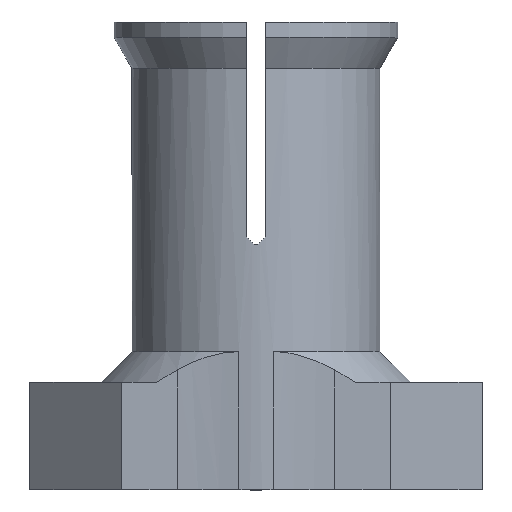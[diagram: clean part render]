
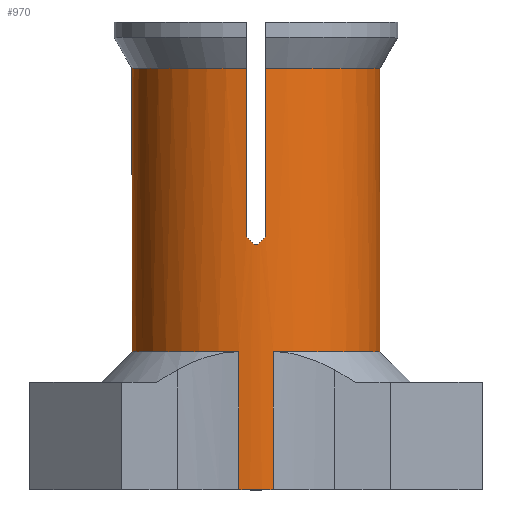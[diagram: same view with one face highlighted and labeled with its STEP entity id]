
A CAD part, top view. The second image highlights one B-rep face of the part: STEP entity #970.
In plain terms, the highlighted cylindrical face has radius 16.2 mm (diameter 32.4 mm), a full revolution.
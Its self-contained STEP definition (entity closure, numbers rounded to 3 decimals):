
#15=FACE_BOUND('',#152,.T.);
#26=ELLIPSE('',#1040,22.91,16.2);
#27=ELLIPSE('',#1042,22.91,16.2);
#28=ELLIPSE('',#1043,22.91,16.2);
#29=ELLIPSE('',#1045,22.91,16.2);
#98=FACE_OUTER_BOUND('',#151,.T.);
#151=EDGE_LOOP('',(#702,#703,#704,#705,#706,#707,#708,#709));
#152=EDGE_LOOP('',(#710,#711,#712,#713,#714,#715,#716,#717,#718,#719,#720,
#721));
#215=LINE('',#1444,#311);
#219=LINE('',#1467,#315);
#221=LINE('',#1476,#317);
#222=LINE('',#1480,#318);
#223=LINE('',#1483,#319);
#224=LINE('',#1485,#320);
#225=LINE('',#1492,#321);
#226=LINE('',#1494,#322);
#311=VECTOR('',#1147,10.);
#315=VECTOR('',#1155,10.);
#317=VECTOR('',#1165,10.);
#318=VECTOR('',#1168,10.);
#319=VECTOR('',#1171,10.);
#320=VECTOR('',#1172,10.);
#321=VECTOR('',#1179,10.);
#322=VECTOR('',#1180,10.);
#401=CIRCLE('',#1022,16.2);
#405=CIRCLE('',#1029,16.2);
#408=CIRCLE('',#1036,16.2);
#409=CIRCLE('',#1037,16.2);
#410=CIRCLE('',#1038,16.2);
#411=CIRCLE('',#1039,16.2);
#412=CIRCLE('',#1041,16.2);
#413=CIRCLE('',#1044,16.2);
#431=VERTEX_POINT('',#1395);
#432=VERTEX_POINT('',#1396);
#439=VERTEX_POINT('',#1420);
#440=VERTEX_POINT('',#1421);
#441=VERTEX_POINT('',#1430);
#444=VERTEX_POINT('',#1442);
#449=VERTEX_POINT('',#1457);
#450=VERTEX_POINT('',#1466);
#452=VERTEX_POINT('',#1473);
#453=VERTEX_POINT('',#1475);
#454=VERTEX_POINT('',#1477);
#455=VERTEX_POINT('',#1479);
#456=VERTEX_POINT('',#1482);
#457=VERTEX_POINT('',#1484);
#458=VERTEX_POINT('',#1486);
#459=VERTEX_POINT('',#1488);
#460=VERTEX_POINT('',#1490);
#461=VERTEX_POINT('',#1493);
#462=VERTEX_POINT('',#1495);
#463=VERTEX_POINT('',#1497);
#529=EDGE_CURVE('',#431,#432,#401,.T.);
#539=EDGE_CURVE('',#439,#440,#405,.T.);
#545=EDGE_CURVE('',#444,#441,#215,.T.);
#551=EDGE_CURVE('',#449,#450,#219,.T.);
#554=EDGE_CURVE('',#444,#450,#408,.T.);
#555=EDGE_CURVE('',#452,#449,#409,.T.);
#556=EDGE_CURVE('',#453,#452,#221,.T.);
#557=EDGE_CURVE('',#453,#454,#410,.T.);
#558=EDGE_CURVE('',#455,#454,#222,.T.);
#559=EDGE_CURVE('',#441,#455,#411,.T.);
#560=EDGE_CURVE('',#456,#432,#223,.T.);
#561=EDGE_CURVE('',#431,#457,#224,.T.);
#562=EDGE_CURVE('',#458,#457,#26,.T.);
#563=EDGE_CURVE('',#458,#459,#412,.T.);
#564=EDGE_CURVE('',#460,#459,#27,.T.);
#565=EDGE_CURVE('',#460,#440,#225,.T.);
#566=EDGE_CURVE('',#439,#461,#226,.T.);
#567=EDGE_CURVE('',#462,#461,#28,.T.);
#568=EDGE_CURVE('',#462,#463,#413,.T.);
#569=EDGE_CURVE('',#456,#463,#29,.T.);
#702=ORIENTED_EDGE('',*,*,#545,.F.);
#703=ORIENTED_EDGE('',*,*,#554,.T.);
#704=ORIENTED_EDGE('',*,*,#551,.F.);
#705=ORIENTED_EDGE('',*,*,#555,.F.);
#706=ORIENTED_EDGE('',*,*,#556,.F.);
#707=ORIENTED_EDGE('',*,*,#557,.T.);
#708=ORIENTED_EDGE('',*,*,#558,.F.);
#709=ORIENTED_EDGE('',*,*,#559,.F.);
#710=ORIENTED_EDGE('',*,*,#560,.T.);
#711=ORIENTED_EDGE('',*,*,#529,.F.);
#712=ORIENTED_EDGE('',*,*,#561,.T.);
#713=ORIENTED_EDGE('',*,*,#562,.F.);
#714=ORIENTED_EDGE('',*,*,#563,.T.);
#715=ORIENTED_EDGE('',*,*,#564,.F.);
#716=ORIENTED_EDGE('',*,*,#565,.T.);
#717=ORIENTED_EDGE('',*,*,#539,.F.);
#718=ORIENTED_EDGE('',*,*,#566,.T.);
#719=ORIENTED_EDGE('',*,*,#567,.F.);
#720=ORIENTED_EDGE('',*,*,#568,.T.);
#721=ORIENTED_EDGE('',*,*,#569,.F.);
#955=CYLINDRICAL_SURFACE('',#1035,16.2);
#970=ADVANCED_FACE('',(#98,#15),#955,.T.);
#1022=AXIS2_PLACEMENT_3D('',#1397,#1122,#1123);
#1029=AXIS2_PLACEMENT_3D('',#1422,#1140,#1141);
#1035=AXIS2_PLACEMENT_3D('',#1471,#1159,#1160);
#1036=AXIS2_PLACEMENT_3D('',#1472,#1161,#1162);
#1037=AXIS2_PLACEMENT_3D('',#1474,#1163,#1164);
#1038=AXIS2_PLACEMENT_3D('',#1478,#1166,#1167);
#1039=AXIS2_PLACEMENT_3D('',#1481,#1169,#1170);
#1040=AXIS2_PLACEMENT_3D('',#1487,#1173,#1174);
#1041=AXIS2_PLACEMENT_3D('',#1489,#1175,#1176);
#1042=AXIS2_PLACEMENT_3D('',#1491,#1177,#1178);
#1043=AXIS2_PLACEMENT_3D('',#1496,#1181,#1182);
#1044=AXIS2_PLACEMENT_3D('',#1498,#1183,#1184);
#1045=AXIS2_PLACEMENT_3D('',#1499,#1185,#1186);
#1122=DIRECTION('center_axis',(0.,1.,0.));
#1123=DIRECTION('ref_axis',(1.,0.,0.));
#1140=DIRECTION('center_axis',(0.,1.,0.));
#1141=DIRECTION('ref_axis',(1.,0.,0.));
#1147=DIRECTION('',(0.,1.,0.));
#1155=DIRECTION('',(0.,-1.,0.));
#1159=DIRECTION('center_axis',(0.,1.,0.));
#1160=DIRECTION('ref_axis',(1.,0.,0.));
#1161=DIRECTION('center_axis',(0.,1.,0.));
#1162=DIRECTION('ref_axis',(1.,0.,0.));
#1163=DIRECTION('center_axis',(0.,-1.,0.));
#1164=DIRECTION('ref_axis',(-1.,0.,0.));
#1165=DIRECTION('',(0.,1.,0.));
#1166=DIRECTION('center_axis',(0.,1.,0.));
#1167=DIRECTION('ref_axis',(1.,0.,0.));
#1168=DIRECTION('',(0.,-1.,0.));
#1169=DIRECTION('center_axis',(0.,-1.,0.));
#1170=DIRECTION('ref_axis',(1.,0.,0.));
#1171=DIRECTION('',(0.,1.,0.));
#1172=DIRECTION('',(0.,-1.,0.));
#1173=DIRECTION('center_axis',(0.707,0.707,0.));
#1174=DIRECTION('ref_axis',(0.707,-0.707,0.));
#1175=DIRECTION('center_axis',(0.,-1.,0.));
#1176=DIRECTION('ref_axis',(1.,0.,0.));
#1177=DIRECTION('center_axis',(-0.707,0.707,0.));
#1178=DIRECTION('ref_axis',(0.707,0.707,0.));
#1179=DIRECTION('',(0.,1.,0.));
#1180=DIRECTION('',(0.,-1.,0.));
#1181=DIRECTION('center_axis',(-0.707,0.707,0.));
#1182=DIRECTION('ref_axis',(0.707,0.707,0.));
#1183=DIRECTION('center_axis',(0.,-1.,0.));
#1184=DIRECTION('ref_axis',(1.,0.,0.));
#1185=DIRECTION('center_axis',(0.707,0.707,0.));
#1186=DIRECTION('ref_axis',(0.707,-0.707,0.));
#1395=CARTESIAN_POINT('',(23.75,55.,-16.152));
#1396=CARTESIAN_POINT('',(23.75,55.,16.152));
#1397=CARTESIAN_POINT('Origin',(25.,55.,0.));
#1420=CARTESIAN_POINT('',(26.25,55.,16.152));
#1421=CARTESIAN_POINT('',(26.25,55.,-16.152));
#1422=CARTESIAN_POINT('Origin',(25.,55.,0.));
#1430=CARTESIAN_POINT('',(27.227,18.,-16.046));
#1442=CARTESIAN_POINT('',(27.227,0.,-16.046));
#1444=CARTESIAN_POINT('',(27.227,0.,-16.046));
#1457=CARTESIAN_POINT('',(22.773,18.,-16.046));
#1466=CARTESIAN_POINT('',(22.773,0.,-16.046));
#1467=CARTESIAN_POINT('',(22.773,0.,-16.046));
#1471=CARTESIAN_POINT('Origin',(25.,0.,0.));
#1472=CARTESIAN_POINT('Origin',(25.,0.,0.));
#1473=CARTESIAN_POINT('',(22.773,18.,16.046));
#1474=CARTESIAN_POINT('Origin',(25.,18.,0.));
#1475=CARTESIAN_POINT('',(22.773,0.,16.046));
#1476=CARTESIAN_POINT('',(22.773,0.,16.046));
#1477=CARTESIAN_POINT('',(27.227,0.,16.046));
#1478=CARTESIAN_POINT('Origin',(25.,0.,0.));
#1479=CARTESIAN_POINT('',(27.227,18.,16.046));
#1480=CARTESIAN_POINT('',(27.227,0.,16.046));
#1481=CARTESIAN_POINT('Origin',(25.,18.,0.));
#1482=CARTESIAN_POINT('',(23.75,33.,16.152));
#1483=CARTESIAN_POINT('',(23.75,0.,16.152));
#1484=CARTESIAN_POINT('',(23.75,33.,-16.152));
#1485=CARTESIAN_POINT('',(23.75,0.,-16.152));
#1486=CARTESIAN_POINT('',(24.75,32.,-16.198));
#1487=CARTESIAN_POINT('Origin',(25.,31.75,0.));
#1488=CARTESIAN_POINT('',(25.25,32.,-16.198));
#1489=CARTESIAN_POINT('Origin',(25.,32.,0.));
#1490=CARTESIAN_POINT('',(26.25,33.,-16.152));
#1491=CARTESIAN_POINT('Origin',(25.,31.75,0.));
#1492=CARTESIAN_POINT('',(26.25,0.,-16.152));
#1493=CARTESIAN_POINT('',(26.25,33.,16.152));
#1494=CARTESIAN_POINT('',(26.25,0.,16.152));
#1495=CARTESIAN_POINT('',(25.25,32.,16.198));
#1496=CARTESIAN_POINT('Origin',(25.,31.75,0.));
#1497=CARTESIAN_POINT('',(24.75,32.,16.198));
#1498=CARTESIAN_POINT('Origin',(25.,32.,0.));
#1499=CARTESIAN_POINT('Origin',(25.,31.75,0.));
